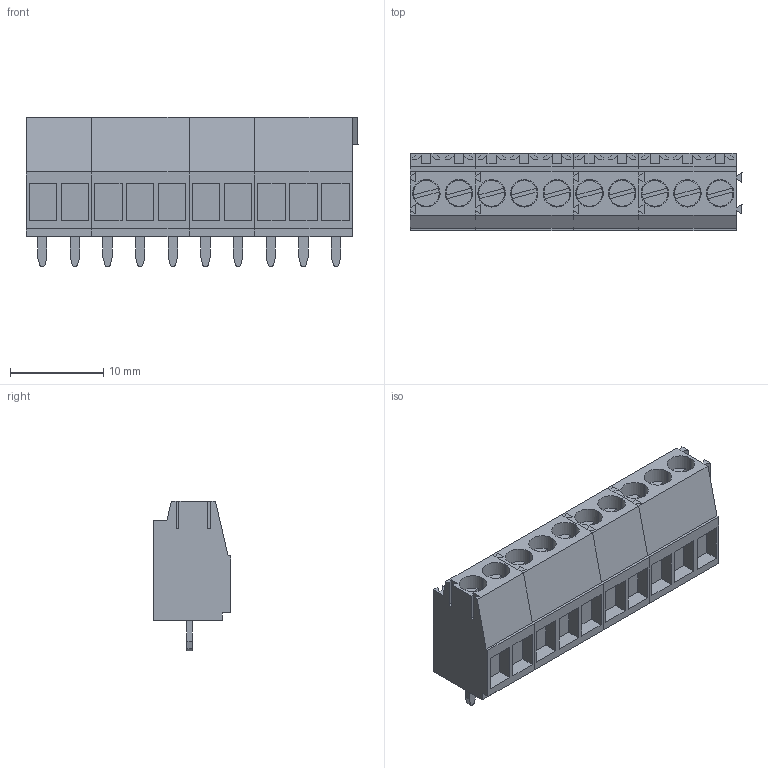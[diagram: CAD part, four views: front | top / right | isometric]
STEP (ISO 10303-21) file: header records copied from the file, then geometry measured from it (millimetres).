
FILE_DESCRIPTION(('CATIA V5 STEP Exchange','CAx-IF Rec.Pracs.--- Model Styling and Organization---1.2---2011-12-15'),'2;1');
FILE_NAME ('D1457378_0_1845090000_1845090000.stp','2018-03-12T10:50:43+00:00',('none'),('Weidmueller'),'CATIA Version 5-6 Release 2014','CATIA V5 STEP AP214','none');
FILE_SCHEMA(('AUTOMOTIVE_DESIGN { 1 0 10303 214 1 1 1 1 }'));
Length unit declared in the file: millimetre
Products named in the file (1): 1845090000
Bounding box: 35.6 x 8.3 x 16 mm (x, y, z)
Volume: 2777.7 mm3; surface area: 3805.3 mm2
Topology: 24 solids, 24 shells, 622 faces, 1632 edges, 1088 vertices
Faces by surface type: plane 532, cylinder 90
Entity records: 18812 total; most frequent: CARTESIAN_POINT 3496, ORIENTED_EDGE 3264, DIRECTION 2633, EDGE_CURVE 1632, VECTOR 1412, LINE 1412, VERTEX_POINT 1088, AXIS2_PLACEMENT_3D 711
